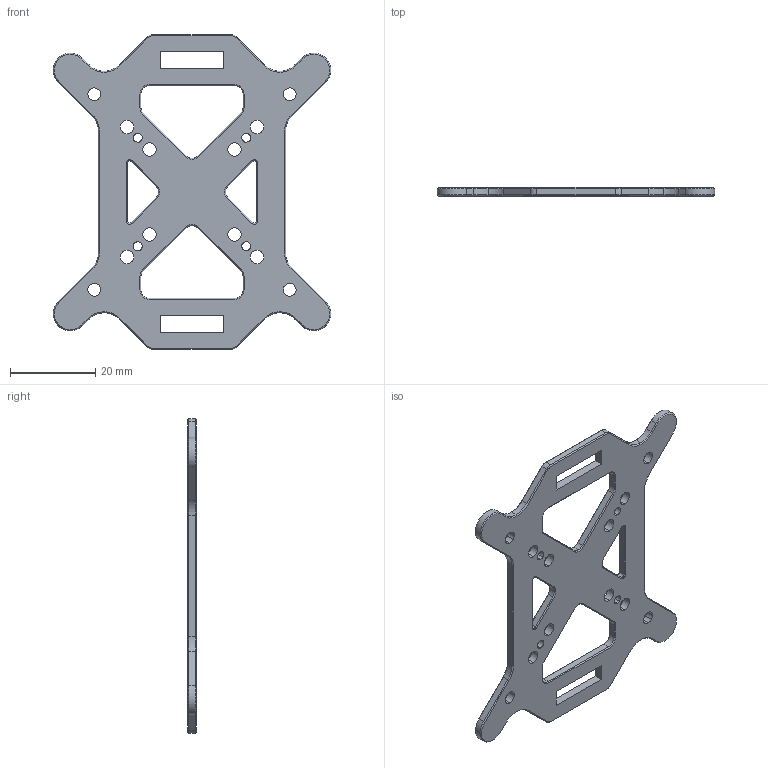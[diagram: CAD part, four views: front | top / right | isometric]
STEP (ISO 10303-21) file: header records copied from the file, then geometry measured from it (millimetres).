
FILE_DESCRIPTION (( 'STEP AP214' ), '1' );
FILE_NAME ('Main Plate TrueX UL m3 b0.1.STEP', '2022-12-08T04:05:49', ( '' ), ( '' ), 'SwSTEP 2.0', 'SolidWorks 2022', '' );
FILE_SCHEMA (( 'AUTOMOTIVE_DESIGN' ));
Length unit declared in the file: millimetre
Products named in the file (1): Main Plate TrueX UL m3 b0.1
Bounding box: 65.26 x 2 x 74 mm (x, y, z)
Volume: 4923.8 mm3; surface area: 6237.5 mm2
Topology: 1 solids, 1 shells, 259 faces, 638 edges, 381 vertices
Faces by surface type: plane 106, cone 78, cylinder 75
Entity records: 7667 total; most frequent: DIRECTION 1395, CARTESIAN_POINT 1279, ORIENTED_EDGE 1276, EDGE_CURVE 638, AXIS2_PLACEMENT_3D 497, VECTOR 401, LINE 401, VERTEX_POINT 381
